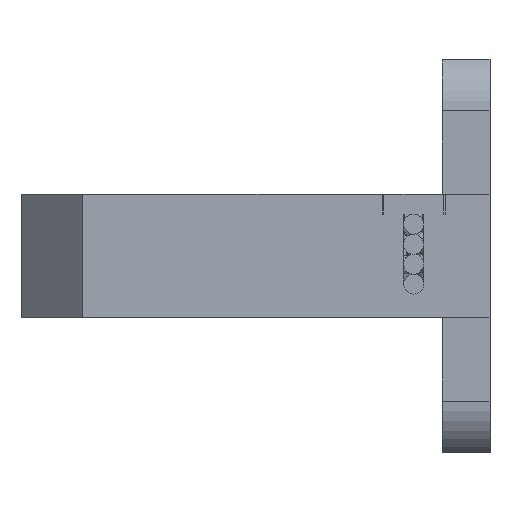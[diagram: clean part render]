
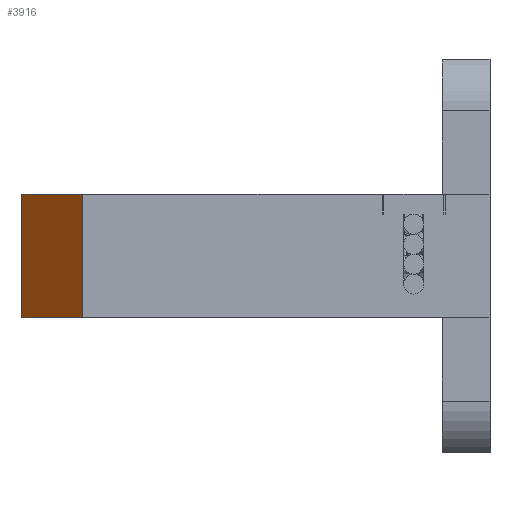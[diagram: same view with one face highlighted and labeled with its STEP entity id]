
A CAD part, left-side view. The second image highlights one B-rep face of the part: STEP entity #3916.
In plain terms, the highlighted planar face has unit normal (-0.707, 0.707, 0).
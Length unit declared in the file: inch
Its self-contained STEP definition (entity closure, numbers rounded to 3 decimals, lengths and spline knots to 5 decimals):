
#893 = VERTEX_POINT ( 'NONE', #13395 ) ;
#1045 = LINE ( 'NONE', #7381, #7762 ) ;
#1514 = DIRECTION ( 'NONE',  ( 0.707, -0.707, 0. ) ) ;
#1771 = EDGE_CURVE ( 'NONE', #10472, #19202, #16286, .T. ) ;
#1816 = EDGE_CURVE ( 'NONE', #893, #19202, #8437, .T. ) ;
#3469 = EDGE_LOOP ( 'NONE', ( #16989, #18448, #4057, #17806 ) ) ;
#3916 = ADVANCED_FACE ( 'NONE', ( #11545 ), #18835, .F. ) ;
#4057 = ORIENTED_EDGE ( 'NONE', *, *, #9281, .F. ) ;
#4542 = CARTESIAN_POINT ( 'NONE',  ( -0.27996, 0.9977, 0.33568 ) ) ;
#5021 = DIRECTION ( 'NONE',  ( 0., 0., -1. ) ) ;
#5114 = CARTESIAN_POINT ( 'NONE',  ( -0.40741, 0.87025, 0.33568 ) ) ;
#6114 = CARTESIAN_POINT ( 'NONE',  ( -0.40741, 0.87025, 0.07568 ) ) ;
#6175 = VECTOR ( 'NONE', #9988, 39.37008 ) ;
#7381 = CARTESIAN_POINT ( 'NONE',  ( -0.27996, 0.9977, 0.33568 ) ) ;
#7762 = VECTOR ( 'NONE', #13685, 39.37008 ) ;
#7857 = VECTOR ( 'NONE', #11081, 39.37008 ) ;
#8437 = LINE ( 'NONE', #10193, #6175 ) ;
#9281 = EDGE_CURVE ( 'NONE', #14175, #10472, #14180, .T. ) ;
#9988 = DIRECTION ( 'NONE',  ( -0.707, -0.707, 0. ) ) ;
#10193 = CARTESIAN_POINT ( 'NONE',  ( -0.27996, 0.9977, 0.07568 ) ) ;
#10472 = VERTEX_POINT ( 'NONE', #18004 ) ;
#11081 = DIRECTION ( 'NONE',  ( -0.707, -0.707, 0. ) ) ;
#11545 = FACE_OUTER_BOUND ( 'NONE', #3469, .T. ) ;
#12436 = EDGE_CURVE ( 'NONE', #14175, #893, #1045, .T. ) ;
#13195 = DIRECTION ( 'NONE',  ( 0., 0., -1. ) ) ;
#13395 = CARTESIAN_POINT ( 'NONE',  ( -0.27996, 0.9977, 0.07568 ) ) ;
#13685 = DIRECTION ( 'NONE',  ( 0., 0., -1. ) ) ;
#14175 = VERTEX_POINT ( 'NONE', #18560 ) ;
#14180 = LINE ( 'NONE', #15832, #7857 ) ;
#15734 = VECTOR ( 'NONE', #13195, 39.37008 ) ;
#15832 = CARTESIAN_POINT ( 'NONE',  ( -0.27996, 0.9977, 0.33568 ) ) ;
#16286 = LINE ( 'NONE', #5114, #15734 ) ;
#16989 = ORIENTED_EDGE ( 'NONE', *, *, #1816, .T. ) ;
#17806 = ORIENTED_EDGE ( 'NONE', *, *, #12436, .T. ) ;
#18004 = CARTESIAN_POINT ( 'NONE',  ( -0.40741, 0.87025, 0.33568 ) ) ;
#18448 = ORIENTED_EDGE ( 'NONE', *, *, #1771, .F. ) ;
#18560 = CARTESIAN_POINT ( 'NONE',  ( -0.27996, 0.9977, 0.33568 ) ) ;
#18835 = PLANE ( 'NONE',  #20421 ) ;
#19202 = VERTEX_POINT ( 'NONE', #6114 ) ;
#20421 = AXIS2_PLACEMENT_3D ( 'NONE', #4542, #1514, #5021 ) ;
